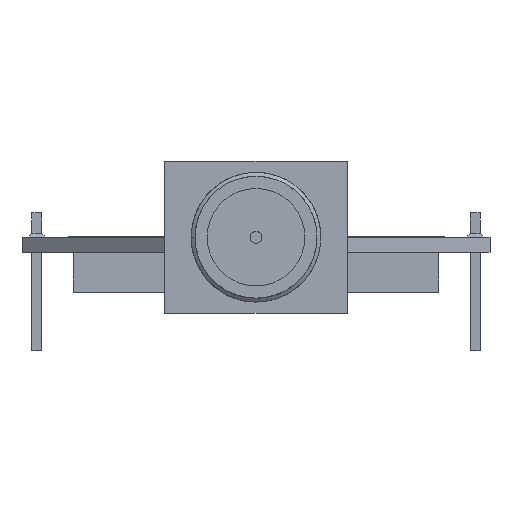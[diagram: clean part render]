
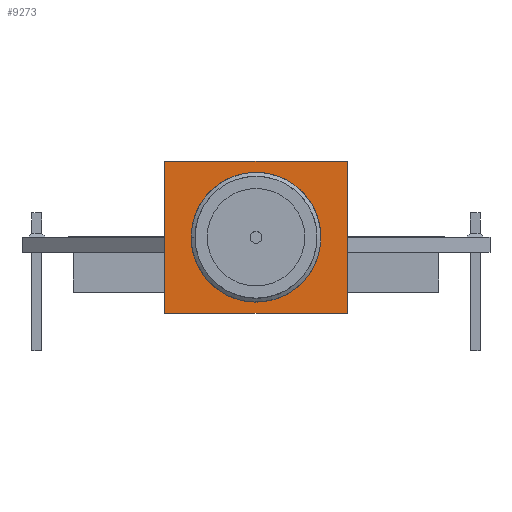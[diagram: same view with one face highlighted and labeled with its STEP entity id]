
A CAD part, front view. The second image highlights one B-rep face of the part: STEP entity #9273.
In plain terms, the highlighted planar face has unit normal (0, -1, 0).
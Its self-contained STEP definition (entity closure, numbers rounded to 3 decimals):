
#138 = FACE_BOUND ( 'NONE', #30833, .T. ) ;
#274 = CARTESIAN_POINT ( 'NONE',  ( 0.983, -18.161, 3.106 ) ) ;
#580 = CARTESIAN_POINT ( 'NONE',  ( 0.313, -18.161, 3.311 ) ) ;
#781 = VERTEX_POINT ( 'NONE', #6584 ) ;
#1504 = EDGE_CURVE ( 'NONE', #16939, #18569, #9837, .T. ) ;
#1663 = CARTESIAN_POINT ( 'NONE',  ( -0.737, -18.161, 3.278 ) ) ;
#1819 = CARTESIAN_POINT ( 'NONE',  ( -1.978, -18.161, 2.555 ) ) ;
#4042 = VECTOR ( 'NONE', #16474, 1000. ) ;
#4052 = DIRECTION ( 'NONE',  ( 0., 0., 1. ) ) ;
#4827 = ORIENTED_EDGE ( 'NONE', *, *, #20889, .F. ) ;
#5161 = CARTESIAN_POINT ( 'NONE',  ( 0., -18.161, 0. ) ) ;
#5989 = CIRCLE ( 'NONE', #19125, 3.175 ) ;
#6116 = DIRECTION ( 'NONE',  ( 1., 0., 0. ) ) ;
#6249 = EDGE_LOOP ( 'NONE', ( #13265, #13478, #15220, #26403 ) ) ;
#6584 = CARTESIAN_POINT ( 'NONE',  ( -3.175, -18.161, 0. ) ) ;
#6757 = CARTESIAN_POINT ( 'NONE',  ( -2.206, -18.161, 2.283 ) ) ;
#6780 = EDGE_CURVE ( 'NONE', #15725, #16939, #7260, .T. ) ;
#6959 = DIRECTION ( 'NONE',  ( 0., 0., -1. ) ) ;
#7087 = DIRECTION ( 'NONE',  ( 1., 0., 0. ) ) ;
#7098 = VERTEX_POINT ( 'NONE', #16835 ) ;
#7193 = DIRECTION ( 'NONE',  ( 1., 0., 0. ) ) ;
#7260 = LINE ( 'NONE', #16910, #18283 ) ;
#7393 = CARTESIAN_POINT ( 'NONE',  ( 1.588, -18.161, 2.75 ) ) ;
#7720 = DIRECTION ( 'NONE',  ( 0., -1., 0. ) ) ;
#8203 = CARTESIAN_POINT ( 'NONE',  ( 0., -18.161, 0. ) ) ;
#9257 = EDGE_CURVE ( 'NONE', #781, #19786, #22108, .T. ) ;
#9273 = ADVANCED_FACE ( 'NONE', ( #138, #26724 ), #14673, .T. ) ;
#9334 = VERTEX_POINT ( 'NONE', #25759 ) ;
#9589 = CIRCLE ( 'NONE', #16690, 3.175 ) ;
#9837 = LINE ( 'NONE', #19500, #15422 ) ;
#9897 = DIRECTION ( 'NONE',  ( 0., -1., 0. ) ) ;
#9898 = CARTESIAN_POINT ( 'NONE',  ( -0.383, -18.161, 3.354 ) ) ;
#10210 = CARTESIAN_POINT ( 'NONE',  ( -0.032, -18.161, 3.36 ) ) ;
#10472 = EDGE_CURVE ( 'NONE', #28647, #15725, #23630, .T. ) ;
#11839 = DIRECTION ( 'NONE',  ( 1., 0., 0. ) ) ;
#12121 = CARTESIAN_POINT ( 'NONE',  ( 1.3, -18.161, 2.951 ) ) ;
#12920 = DIRECTION ( 'NONE',  ( 0., -1., 0. ) ) ;
#13265 = ORIENTED_EDGE ( 'NONE', *, *, #13713, .T. ) ;
#13478 = ORIENTED_EDGE ( 'NONE', *, *, #10472, .T. ) ;
#13694 = LINE ( 'NONE', #16399, #17847 ) ;
#13713 = EDGE_CURVE ( 'NONE', #18569, #28647, #13694, .T. ) ;
#13776 = CARTESIAN_POINT ( 'NONE',  ( 4.763, -18.161, 3.962 ) ) ;
#13994 = CARTESIAN_POINT ( 'NONE',  ( -4.763, -18.161, 3.962 ) ) ;
#14673 = PLANE ( 'NONE',  #25674 ) ;
#15220 = ORIENTED_EDGE ( 'NONE', *, *, #6780, .T. ) ;
#15422 = VECTOR ( 'NONE', #7193, 1000. ) ;
#15725 = VERTEX_POINT ( 'NONE', #13994 ) ;
#16379 = CARTESIAN_POINT ( 'NONE',  ( 4.763, -18.161, -3.962 ) ) ;
#16399 = CARTESIAN_POINT ( 'NONE',  ( 4.763, -18.161, -3.962 ) ) ;
#16474 = DIRECTION ( 'NONE',  ( -1., 0., 0. ) ) ;
#16690 = AXIS2_PLACEMENT_3D ( 'NONE', #5161, #9897, #7087 ) ;
#16835 = CARTESIAN_POINT ( 'NONE',  ( -0.383, -18.161, 3.354 ) ) ;
#16910 = CARTESIAN_POINT ( 'NONE',  ( -4.763, -18.161, 3.962 ) ) ;
#16939 = VERTEX_POINT ( 'NONE', #21077 ) ;
#17567 = AXIS2_PLACEMENT_3D ( 'NONE', #26412, #7720, #11839 ) ;
#17847 = VECTOR ( 'NONE', #4052, 1000. ) ;
#18283 = VECTOR ( 'NONE', #6959, 1000. ) ;
#18362 = ORIENTED_EDGE ( 'NONE', *, *, #21917, .F. ) ;
#18569 = VERTEX_POINT ( 'NONE', #16379 ) ;
#19125 = AXIS2_PLACEMENT_3D ( 'NONE', #8203, #12920, #22614 ) ;
#19500 = CARTESIAN_POINT ( 'NONE',  ( -4.763, -18.161, -3.962 ) ) ;
#19786 = VERTEX_POINT ( 'NONE', #20733 ) ;
#20517 = CARTESIAN_POINT ( 'NONE',  ( 4.763, -18.161, 3.962 ) ) ;
#20733 = CARTESIAN_POINT ( 'NONE',  ( 3.175, -18.161, 0. ) ) ;
#20889 = EDGE_CURVE ( 'NONE', #25986, #781, #5989, .T. ) ;
#20951 = ORIENTED_EDGE ( 'NONE', *, *, #24200, .F. ) ;
#21077 = CARTESIAN_POINT ( 'NONE',  ( -4.763, -18.161, -3.962 ) ) ;
#21130 = B_SPLINE_CURVE_WITH_KNOTS ( 'NONE', 3,
 ( #25908, #1663, #28445, #23703, #1819, #6757 ),
 .UNSPECIFIED., .F., .F.,
 ( 4, 2, 4 ),
 ( 0., 0.001, 0.002 ),
 .UNSPECIFIED. ) ;
#21386 = ORIENTED_EDGE ( 'NONE', *, *, #9257, .F. ) ;
#21917 = EDGE_CURVE ( 'NONE', #19786, #9334, #9589, .T. ) ;
#22108 = CIRCLE ( 'NONE', #17567, 3.175 ) ;
#22313 = B_SPLINE_CURVE_WITH_KNOTS ( 'NONE', 3,
 ( #7393, #12121, #274, #580, #10210, #9898 ),
 .UNSPECIFIED., .F., .F.,
 ( 4, 2, 4 ),
 ( 0., 0.001, 0.002 ),
 .UNSPECIFIED. ) ;
#22614 = DIRECTION ( 'NONE',  ( 1., 0., 0. ) ) ;
#23630 = LINE ( 'NONE', #13776, #4042 ) ;
#23703 = CARTESIAN_POINT ( 'NONE',  ( -1.701, -18.161, 2.782 ) ) ;
#23992 = EDGE_CURVE ( 'NONE', #9334, #7098, #22313, .T. ) ;
#24200 = EDGE_CURVE ( 'NONE', #7098, #25986, #21130, .T. ) ;
#24752 = CARTESIAN_POINT ( 'NONE',  ( 4.763, -18.161, 3.962 ) ) ;
#25255 = CARTESIAN_POINT ( 'NONE',  ( -2.206, -18.161, 2.283 ) ) ;
#25674 = AXIS2_PLACEMENT_3D ( 'NONE', #20517, #27188, #6116 ) ;
#25759 = CARTESIAN_POINT ( 'NONE',  ( 1.588, -18.161, 2.75 ) ) ;
#25908 = CARTESIAN_POINT ( 'NONE',  ( -0.383, -18.161, 3.354 ) ) ;
#25986 = VERTEX_POINT ( 'NONE', #25255 ) ;
#26403 = ORIENTED_EDGE ( 'NONE', *, *, #1504, .T. ) ;
#26412 = CARTESIAN_POINT ( 'NONE',  ( 0., -18.161, 0. ) ) ;
#26724 = FACE_OUTER_BOUND ( 'NONE', #6249, .T. ) ;
#27188 = DIRECTION ( 'NONE',  ( 0., -1., 0. ) ) ;
#28445 = CARTESIAN_POINT ( 'NONE',  ( -1.077, -18.161, 3.147 ) ) ;
#28647 = VERTEX_POINT ( 'NONE', #24752 ) ;
#30602 = ORIENTED_EDGE ( 'NONE', *, *, #23992, .F. ) ;
#30833 = EDGE_LOOP ( 'NONE', ( #30602, #18362, #21386, #4827, #20951 ) ) ;
